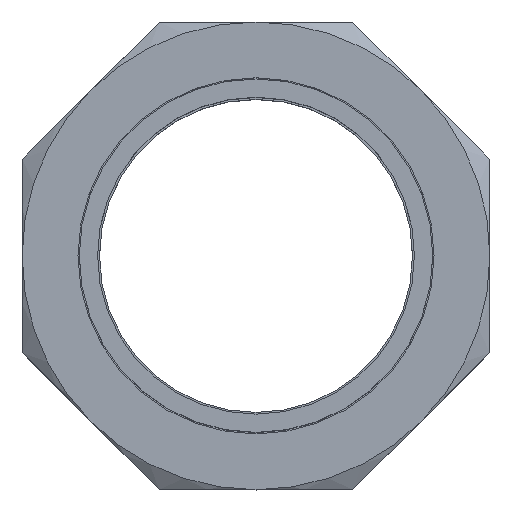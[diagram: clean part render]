
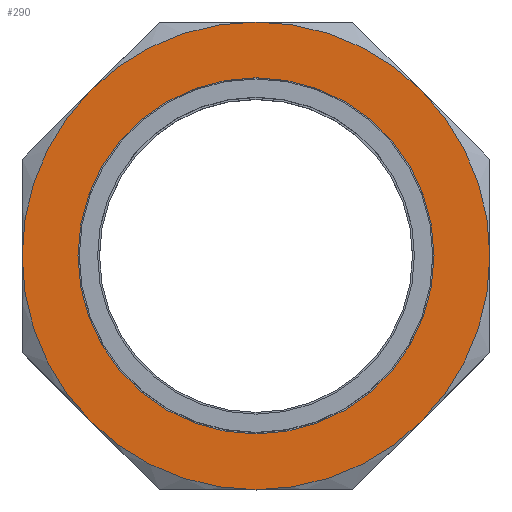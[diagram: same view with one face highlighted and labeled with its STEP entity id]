
A CAD part, top view. The second image highlights one B-rep face of the part: STEP entity #290.
In plain terms, the highlighted planar face has unit normal (0, 0, 1).
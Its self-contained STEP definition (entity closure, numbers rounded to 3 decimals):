
#2 = VERTEX_POINT ( 'NONE', #353 ) ;
#9 = VERTEX_POINT ( 'NONE', #346 ) ;
#10 = VERTEX_POINT ( 'NONE', #344 ) ;
#23 = VERTEX_POINT ( 'NONE', #410 ) ;
#24 = EDGE_CURVE ( 'NONE', #23, #2320, #406, .T. ) ;
#35 = VERTEX_POINT ( 'NONE', #449 ) ;
#61 = EDGE_CURVE ( 'NONE', #62, #23, #475, .T. ) ;
#62 = VERTEX_POINT ( 'NONE', #470 ) ;
#76 = EDGE_CURVE ( 'NONE', #35, #10, #487, .T. ) ;
#216 = EDGE_LOOP ( 'NONE', ( #291, #293 ) ) ;
#217 = ORIENTED_EDGE ( 'NONE', *, *, #61, .T. ) ;
#218 = ORIENTED_EDGE ( 'NONE', *, *, #24, .T. ) ;
#226 = VERTEX_POINT ( 'NONE', #763 ) ;
#285 = EDGE_CURVE ( 'NONE', #226, #2220, #876, .T. ) ;
#288 = EDGE_CURVE ( 'NONE', #10, #35, #869, .T. ) ;
#289 = ORIENTED_EDGE ( 'NONE', *, *, #2218, .T. ) ;
#290 = ADVANCED_FACE ( 'NONE', ( #860, #859 ), #858, .F. ) ;
#291 = ORIENTED_EDGE ( 'NONE', *, *, #288, .F. ) ;
#292 = EDGE_LOOP ( 'NONE', ( #217, #218, #294, #289, #318, #317, #322, #316 ) ) ;
#293 = ORIENTED_EDGE ( 'NONE', *, *, #76, .F. ) ;
#294 = ORIENTED_EDGE ( 'NONE', *, *, #2324, .T. ) ;
#316 = ORIENTED_EDGE ( 'NONE', *, *, #2223, .T. ) ;
#317 = ORIENTED_EDGE ( 'NONE', *, *, #2515, .T. ) ;
#318 = ORIENTED_EDGE ( 'NONE', *, *, #2514, .T. ) ;
#322 = ORIENTED_EDGE ( 'NONE', *, *, #285, .T. ) ;
#344 = CARTESIAN_POINT ( 'NONE',  ( 33.5, 0., 14. ) ) ;
#346 = CARTESIAN_POINT ( 'NONE',  ( -31.113, 31.113, 14. ) ) ;
#353 = CARTESIAN_POINT ( 'NONE',  ( -44., 0., 14. ) ) ;
#402 = DIRECTION ( 'NONE',  ( 1., 0., 0. ) ) ;
#403 = DIRECTION ( 'NONE',  ( 0., 0., 1. ) ) ;
#404 = CARTESIAN_POINT ( 'NONE',  ( 0., 0., 14. ) ) ;
#405 = AXIS2_PLACEMENT_3D ( 'NONE', #404, #403, #402 ) ;
#406 = CIRCLE ( 'NONE', #405, 44. ) ;
#410 = CARTESIAN_POINT ( 'NONE',  ( 31.113, 31.113, 14. ) ) ;
#449 = CARTESIAN_POINT ( 'NONE',  ( -33.5, 0., 14. ) ) ;
#470 = CARTESIAN_POINT ( 'NONE',  ( 44., 0., 14. ) ) ;
#471 = DIRECTION ( 'NONE',  ( 1., 0., 0. ) ) ;
#472 = DIRECTION ( 'NONE',  ( 0., 0., 1. ) ) ;
#473 = CARTESIAN_POINT ( 'NONE',  ( 0., 0., 14. ) ) ;
#474 = AXIS2_PLACEMENT_3D ( 'NONE', #473, #472, #471 ) ;
#475 = CIRCLE ( 'NONE', #474, 44. ) ;
#483 = DIRECTION ( 'NONE',  ( 1., 0., 0. ) ) ;
#484 = DIRECTION ( 'NONE',  ( 0., 0., 1. ) ) ;
#485 = CARTESIAN_POINT ( 'NONE',  ( 0., 0., 14. ) ) ;
#486 = AXIS2_PLACEMENT_3D ( 'NONE', #485, #484, #483 ) ;
#487 = CIRCLE ( 'NONE', #486, 33.5 ) ;
#763 = CARTESIAN_POINT ( 'NONE',  ( 0., -44., 14. ) ) ;
#853 = DIRECTION ( 'NONE',  ( -1., 0., 0. ) ) ;
#854 = DIRECTION ( 'NONE',  ( 0., 0., -1. ) ) ;
#855 = AXIS2_PLACEMENT_3D ( 'NONE', #857, #854, #853 ) ;
#857 = CARTESIAN_POINT ( 'NONE',  ( 0., 44., 14. ) ) ;
#858 = PLANE ( 'NONE',  #855 ) ;
#859 = FACE_OUTER_BOUND ( 'NONE', #292, .T. ) ;
#860 = FACE_BOUND ( 'NONE', #216, .T. ) ;
#861 = DIRECTION ( 'NONE',  ( 1., 0., 0. ) ) ;
#862 = DIRECTION ( 'NONE',  ( 0., 0., 1. ) ) ;
#863 = CARTESIAN_POINT ( 'NONE',  ( 0., 0., 14. ) ) ;
#864 = AXIS2_PLACEMENT_3D ( 'NONE', #863, #862, #861 ) ;
#869 = CIRCLE ( 'NONE', #864, 33.5 ) ;
#872 = DIRECTION ( 'NONE',  ( 1., 0., 0. ) ) ;
#873 = DIRECTION ( 'NONE',  ( 0., 0., 1. ) ) ;
#874 = CARTESIAN_POINT ( 'NONE',  ( 0., 0., 14. ) ) ;
#875 = AXIS2_PLACEMENT_3D ( 'NONE', #874, #873, #872 ) ;
#876 = CIRCLE ( 'NONE', #875, 44. ) ;
#1006 = CARTESIAN_POINT ( 'NONE',  ( 0., 0., 14. ) ) ;
#1007 = AXIS2_PLACEMENT_3D ( 'NONE', #1006, #1061, #1060 ) ;
#1008 = CIRCLE ( 'NONE', #1007, 44. ) ;
#1053 = DIRECTION ( 'NONE',  ( 1., 0., 0. ) ) ;
#1054 = DIRECTION ( 'NONE',  ( 0., 0., 1. ) ) ;
#1055 = CARTESIAN_POINT ( 'NONE',  ( 0., 0., 14. ) ) ;
#1056 = AXIS2_PLACEMENT_3D ( 'NONE', #1055, #1054, #1053 ) ;
#1057 = CIRCLE ( 'NONE', #1056, 44. ) ;
#1059 = CARTESIAN_POINT ( 'NONE',  ( 31.113, -31.113, 14. ) ) ;
#1060 = DIRECTION ( 'NONE',  ( 1., 0., 0. ) ) ;
#1061 = DIRECTION ( 'NONE',  ( 0., 0., 1. ) ) ;
#1238 = DIRECTION ( 'NONE',  ( 1., 0., 0. ) ) ;
#1239 = DIRECTION ( 'NONE',  ( 0., 0., 1. ) ) ;
#1240 = CARTESIAN_POINT ( 'NONE',  ( 0., 0., 14. ) ) ;
#1241 = AXIS2_PLACEMENT_3D ( 'NONE', #1240, #1239, #1238 ) ;
#1242 = CIRCLE ( 'NONE', #1241, 44. ) ;
#1247 = CARTESIAN_POINT ( 'NONE',  ( 0., 44., 14. ) ) ;
#1593 = CARTESIAN_POINT ( 'NONE',  ( -31.113, -31.113, 14. ) ) ;
#1624 = DIRECTION ( 'NONE',  ( 1., 0., 0. ) ) ;
#1625 = DIRECTION ( 'NONE',  ( 0., 0., 1. ) ) ;
#1626 = CARTESIAN_POINT ( 'NONE',  ( 0., 0., 14. ) ) ;
#1627 = AXIS2_PLACEMENT_3D ( 'NONE', #1626, #1625, #1624 ) ;
#1628 = CIRCLE ( 'NONE', #1627, 44. ) ;
#1629 = DIRECTION ( 'NONE',  ( 1., 0., 0. ) ) ;
#1630 = DIRECTION ( 'NONE',  ( 0., 0., 1. ) ) ;
#1631 = CARTESIAN_POINT ( 'NONE',  ( 0., 0., 14. ) ) ;
#1632 = AXIS2_PLACEMENT_3D ( 'NONE', #1631, #1630, #1629 ) ;
#1633 = CIRCLE ( 'NONE', #1632, 44. ) ;
#2218 = EDGE_CURVE ( 'NONE', #9, #2, #1008, .T. ) ;
#2220 = VERTEX_POINT ( 'NONE', #1059 ) ;
#2223 = EDGE_CURVE ( 'NONE', #2220, #62, #1057, .T. ) ;
#2320 = VERTEX_POINT ( 'NONE', #1247 ) ;
#2324 = EDGE_CURVE ( 'NONE', #2320, #9, #1242, .T. ) ;
#2504 = VERTEX_POINT ( 'NONE', #1593 ) ;
#2514 = EDGE_CURVE ( 'NONE', #2, #2504, #1633, .T. ) ;
#2515 = EDGE_CURVE ( 'NONE', #2504, #226, #1628, .T. ) ;
